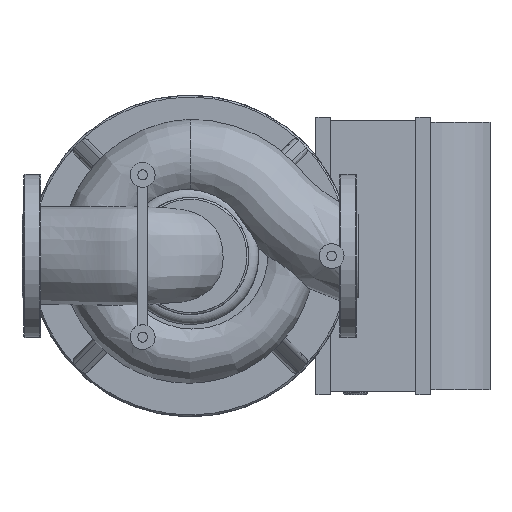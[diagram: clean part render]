
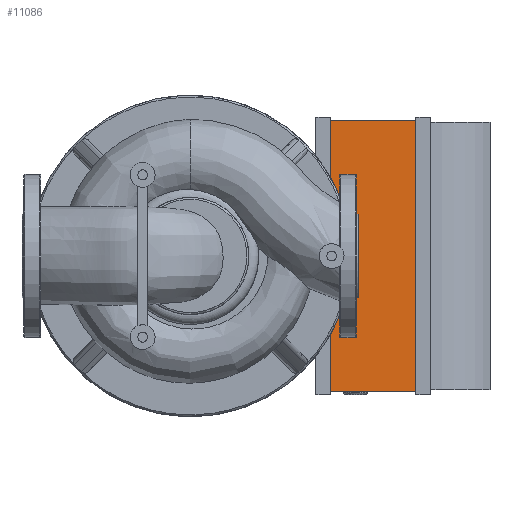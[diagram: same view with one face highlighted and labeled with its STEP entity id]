
A CAD part, front view. The second image highlights one B-rep face of the part: STEP entity #11086.
In plain terms, the highlighted planar face has unit normal (0, -1, 0).
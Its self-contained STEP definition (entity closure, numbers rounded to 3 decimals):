
#1028=LINE($,#25516,#1973);
#1060=LINE($,#25595,#2005);
#1061=LINE($,#25597,#2006);
#1062=LINE($,#25598,#2007);
#1973=VECTOR($,#15157,86.);
#2005=VECTOR($,#15229,274.);
#2006=VECTOR($,#15230,86.);
#2007=VECTOR($,#15231,274.);
#2535=PLANE($,#12237);
#3294=FACE_OUTER_BOUND($,#4072,.T.);
#4072=EDGE_LOOP($,(#10019,#10020,#10021,#10022));
#5542=VERTEX_POINT($,#25513);
#5543=VERTEX_POINT($,#25515);
#5570=VERTEX_POINT($,#25594);
#5571=VERTEX_POINT($,#25596);
#7038=EDGE_CURVE($,#5543,#5542,#1028,.T.);
#7076=EDGE_CURVE($,#5570,#5542,#1060,.T.);
#7077=EDGE_CURVE($,#5570,#5571,#1061,.T.);
#7078=EDGE_CURVE($,#5571,#5543,#1062,.T.);
#10019=ORIENTED_EDGE($,*,*,#7038,.T.);
#10020=ORIENTED_EDGE($,*,*,#7076,.F.);
#10021=ORIENTED_EDGE($,*,*,#7077,.T.);
#10022=ORIENTED_EDGE($,*,*,#7078,.T.);
#11086=ADVANCED_FACE($,(#3294),#2535,.T.);
#12237=AXIS2_PLACEMENT_3D($,#25593,#15227,#15228);
#15157=DIRECTION($,(1.,0.,0.));
#15227=DIRECTION('center_axis',(0.,-1.,0.));
#15228=DIRECTION('ref_axis',(0.,0.,-1.));
#15229=DIRECTION($,(0.,0.,-1.));
#15230=DIRECTION($,(-1.,0.,0.));
#15231=DIRECTION($,(0.,0.,-1.));
#25513=CARTESIAN_POINT('',(398.,287.,-137.));
#25515=CARTESIAN_POINT('',(312.,287.,-137.));
#25516=CARTESIAN_POINT($,(376.5,287.,-137.));
#25593=CARTESIAN_POINT('Origin',(398.,287.,0.));
#25594=CARTESIAN_POINT('',(398.,287.,137.));
#25595=CARTESIAN_POINT($,(398.,287.,0.));
#25596=CARTESIAN_POINT('',(312.,287.,137.));
#25597=CARTESIAN_POINT($,(376.5,287.,137.));
#25598=CARTESIAN_POINT($,(312.,287.,0.));
